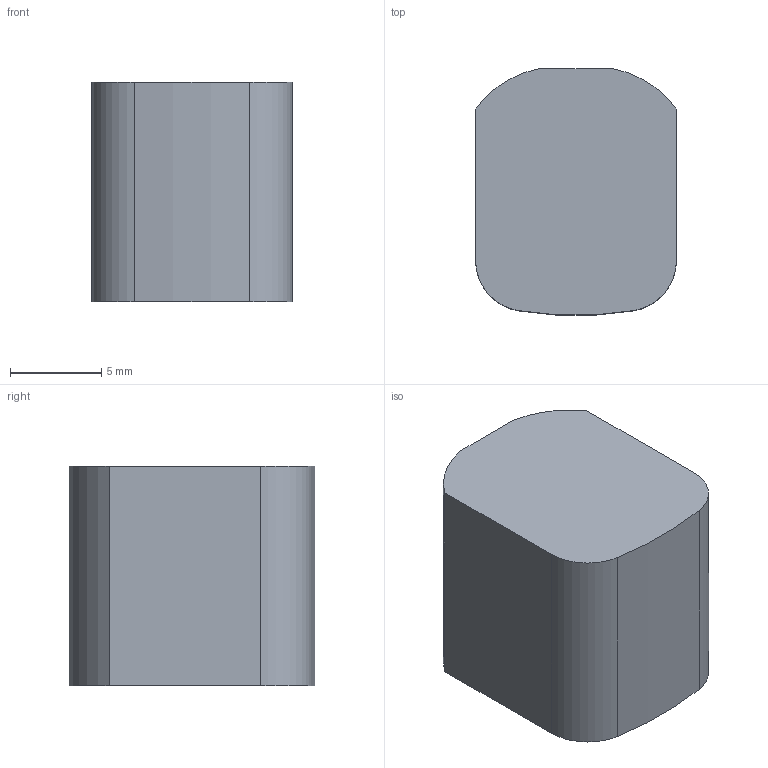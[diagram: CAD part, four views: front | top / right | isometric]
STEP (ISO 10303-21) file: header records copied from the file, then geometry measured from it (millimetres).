
FILE_DESCRIPTION((''),'2;1');
FILE_NAME('RN_121-01_E2','2023-06-05T15:26:48',('J_Laengerich'),(''),'CREO PARAMETRIC BY PTC INC, 2022281','CREO PARAMETRIC BY PTC INC, 2022281','');
FILE_SCHEMA(('AUTOMOTIVE_DESIGN { 1 0 10303 214 1 1 1 1 }'));
Length unit declared in the file: millimetre
Products named in the file (1): RN_121-01_E2
Bounding box: 11 x 13.47 x 12 mm (x, y, z)
Volume: 956.7 mm3; surface area: 1540.3 mm2
Topology: 1 solids, 1 shells, 154 faces, 406 edges, 260 vertices
Faces by surface type: plane 83, cylinder 53, cone 12, bspline 4, torus 2
Entity records: 5959 total; most frequent: CARTESIAN_POINT 910, DIRECTION 841, ORIENTED_EDGE 812, EDGE_CURVE 406, AXIS2_PLACEMENT_3D 287, VECTOR 267, LINE 267, VERTEX_POINT 260
